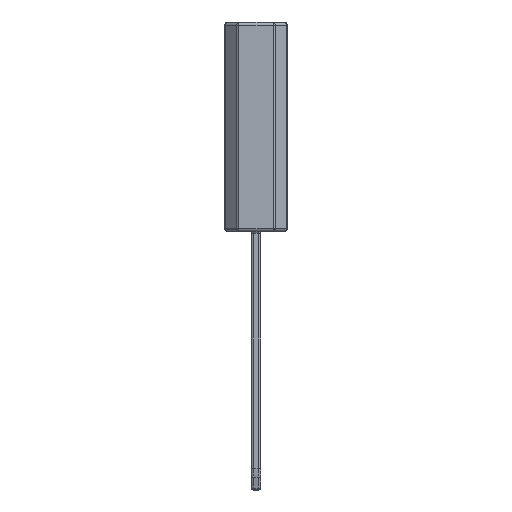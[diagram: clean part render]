
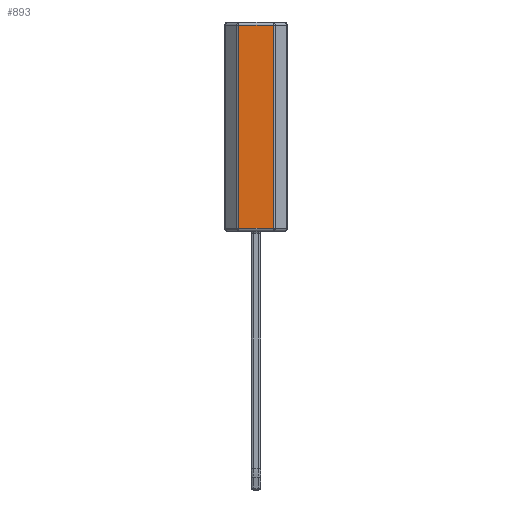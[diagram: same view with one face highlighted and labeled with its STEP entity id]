
A CAD part, left-side view. The second image highlights one B-rep face of the part: STEP entity #893.
In plain terms, the highlighted planar face has unit normal (-1, 0, 0).
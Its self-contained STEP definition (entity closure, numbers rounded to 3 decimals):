
#235 = CYLINDRICAL_SURFACE('',#236,0.125);
#236 = AXIS2_PLACEMENT_3D('',#237,#238,#239);
#237 = CARTESIAN_POINT('',(-1.145,0.692,0.));
#238 = DIRECTION('',(0.,0.,1.));
#239 = DIRECTION('',(-0.707,0.707,0.));
#340 = VERTEX_POINT('',#341);
#341 = CARTESIAN_POINT('',(-1.27,0.692,0.125));
#368 = EDGE_CURVE('',#340,#369,#371,.T.);
#369 = VERTEX_POINT('',#370);
#370 = CARTESIAN_POINT('',(-1.27,0.692,8.375));
#371 = SURFACE_CURVE('',#372,(#376,#383),.PCURVE_S1.);
#372 = LINE('',#373,#374);
#373 = CARTESIAN_POINT('',(-1.27,0.692,0.));
#374 = VECTOR('',#375,1.);
#375 = DIRECTION('',(0.,0.,1.));
#376 = PCURVE('',#235,#377);
#377 = DEFINITIONAL_REPRESENTATION('',(#378),#382);
#378 = LINE('',#379,#380);
#379 = CARTESIAN_POINT('',(0.785,0.));
#380 = VECTOR('',#381,1.);
#381 = DIRECTION('',(0.,1.));
#382 = ( GEOMETRIC_REPRESENTATION_CONTEXT(2) 
PARAMETRIC_REPRESENTATION_CONTEXT() REPRESENTATION_CONTEXT('2D SPACE',''
  ) );
#383 = PCURVE('',#384,#389);
#384 = PLANE('',#385);
#385 = AXIS2_PLACEMENT_3D('',#386,#387,#388);
#386 = CARTESIAN_POINT('',(-1.27,-0.744,0.));
#387 = DIRECTION('',(-1.,0.,0.));
#388 = DIRECTION('',(0.,1.,0.));
#389 = DEFINITIONAL_REPRESENTATION('',(#390),#394);
#390 = LINE('',#391,#392);
#391 = CARTESIAN_POINT('',(1.436,0.));
#392 = VECTOR('',#393,1.);
#393 = DIRECTION('',(0.,-1.));
#394 = ( GEOMETRIC_REPRESENTATION_CONTEXT(2) 
PARAMETRIC_REPRESENTATION_CONTEXT() REPRESENTATION_CONTEXT('2D SPACE',''
  ) );
#598 = CYLINDRICAL_SURFACE('',#599,0.125);
#599 = AXIS2_PLACEMENT_3D('',#600,#601,#602);
#600 = CARTESIAN_POINT('',(-1.145,-0.744,8.375));
#601 = DIRECTION('',(0.,1.,0.));
#602 = DIRECTION('',(-1.,0.,0.));
#880 = CYLINDRICAL_SURFACE('',#881,0.125);
#881 = AXIS2_PLACEMENT_3D('',#882,#883,#884);
#882 = CARTESIAN_POINT('',(-1.145,-0.744,0.125));
#883 = DIRECTION('',(0.,1.,0.));
#884 = DIRECTION('',(-1.,0.,0.));
#893 = ADVANCED_FACE('',(#894),#384,.T.);
#894 = FACE_BOUND('',#895,.T.);
#895 = EDGE_LOOP('',(#896,#919,#920,#943));
#896 = ORIENTED_EDGE('',*,*,#897,.T.);
#897 = EDGE_CURVE('',#898,#369,#900,.T.);
#898 = VERTEX_POINT('',#899);
#899 = CARTESIAN_POINT('',(-1.27,-0.692,8.375));
#900 = SURFACE_CURVE('',#901,(#905,#912),.PCURVE_S1.);
#901 = LINE('',#902,#903);
#902 = CARTESIAN_POINT('',(-1.27,-0.744,8.375));
#903 = VECTOR('',#904,1.);
#904 = DIRECTION('',(0.,1.,0.));
#905 = PCURVE('',#384,#906);
#906 = DEFINITIONAL_REPRESENTATION('',(#907),#911);
#907 = LINE('',#908,#909);
#908 = CARTESIAN_POINT('',(0.,-8.375));
#909 = VECTOR('',#910,1.);
#910 = DIRECTION('',(1.,0.));
#911 = ( GEOMETRIC_REPRESENTATION_CONTEXT(2) 
PARAMETRIC_REPRESENTATION_CONTEXT() REPRESENTATION_CONTEXT('2D SPACE',''
  ) );
#912 = PCURVE('',#598,#913);
#913 = DEFINITIONAL_REPRESENTATION('',(#914),#918);
#914 = LINE('',#915,#916);
#915 = CARTESIAN_POINT('',(0.,0.));
#916 = VECTOR('',#917,1.);
#917 = DIRECTION('',(0.,1.));
#918 = ( GEOMETRIC_REPRESENTATION_CONTEXT(2) 
PARAMETRIC_REPRESENTATION_CONTEXT() REPRESENTATION_CONTEXT('2D SPACE',''
  ) );
#919 = ORIENTED_EDGE('',*,*,#368,.F.);
#920 = ORIENTED_EDGE('',*,*,#921,.F.);
#921 = EDGE_CURVE('',#922,#340,#924,.T.);
#922 = VERTEX_POINT('',#923);
#923 = CARTESIAN_POINT('',(-1.27,-0.692,0.125));
#924 = SURFACE_CURVE('',#925,(#929,#936),.PCURVE_S1.);
#925 = LINE('',#926,#927);
#926 = CARTESIAN_POINT('',(-1.27,-0.744,0.125));
#927 = VECTOR('',#928,1.);
#928 = DIRECTION('',(0.,1.,0.));
#929 = PCURVE('',#384,#930);
#930 = DEFINITIONAL_REPRESENTATION('',(#931),#935);
#931 = LINE('',#932,#933);
#932 = CARTESIAN_POINT('',(0.,-0.125));
#933 = VECTOR('',#934,1.);
#934 = DIRECTION('',(1.,0.));
#935 = ( GEOMETRIC_REPRESENTATION_CONTEXT(2) 
PARAMETRIC_REPRESENTATION_CONTEXT() REPRESENTATION_CONTEXT('2D SPACE',''
  ) );
#936 = PCURVE('',#880,#937);
#937 = DEFINITIONAL_REPRESENTATION('',(#938),#942);
#938 = LINE('',#939,#940);
#939 = CARTESIAN_POINT('',(-0.,0.));
#940 = VECTOR('',#941,1.);
#941 = DIRECTION('',(-0.,1.));
#942 = ( GEOMETRIC_REPRESENTATION_CONTEXT(2) 
PARAMETRIC_REPRESENTATION_CONTEXT() REPRESENTATION_CONTEXT('2D SPACE',''
  ) );
#943 = ORIENTED_EDGE('',*,*,#944,.T.);
#944 = EDGE_CURVE('',#922,#898,#945,.T.);
#945 = SURFACE_CURVE('',#946,(#950,#957),.PCURVE_S1.);
#946 = LINE('',#947,#948);
#947 = CARTESIAN_POINT('',(-1.27,-0.692,0.));
#948 = VECTOR('',#949,1.);
#949 = DIRECTION('',(0.,0.,1.));
#950 = PCURVE('',#384,#951);
#951 = DEFINITIONAL_REPRESENTATION('',(#952),#956);
#952 = LINE('',#953,#954);
#953 = CARTESIAN_POINT('',(0.052,0.));
#954 = VECTOR('',#955,1.);
#955 = DIRECTION('',(0.,-1.));
#956 = ( GEOMETRIC_REPRESENTATION_CONTEXT(2) 
PARAMETRIC_REPRESENTATION_CONTEXT() REPRESENTATION_CONTEXT('2D SPACE',''
  ) );
#957 = PCURVE('',#958,#963);
#958 = CYLINDRICAL_SURFACE('',#959,0.125);
#959 = AXIS2_PLACEMENT_3D('',#960,#961,#962);
#960 = CARTESIAN_POINT('',(-1.145,-0.692,0.));
#961 = DIRECTION('',(0.,0.,1.));
#962 = DIRECTION('',(-1.,0.,0.));
#963 = DEFINITIONAL_REPRESENTATION('',(#964),#968);
#964 = LINE('',#965,#966);
#965 = CARTESIAN_POINT('',(0.,0.));
#966 = VECTOR('',#967,1.);
#967 = DIRECTION('',(0.,1.));
#968 = ( GEOMETRIC_REPRESENTATION_CONTEXT(2) 
PARAMETRIC_REPRESENTATION_CONTEXT() REPRESENTATION_CONTEXT('2D SPACE',''
  ) );
